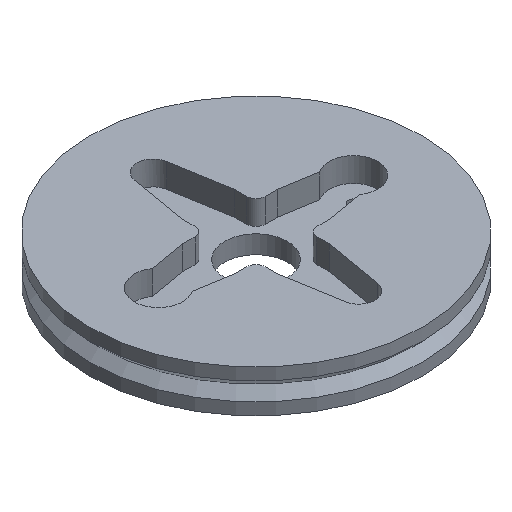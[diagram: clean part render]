
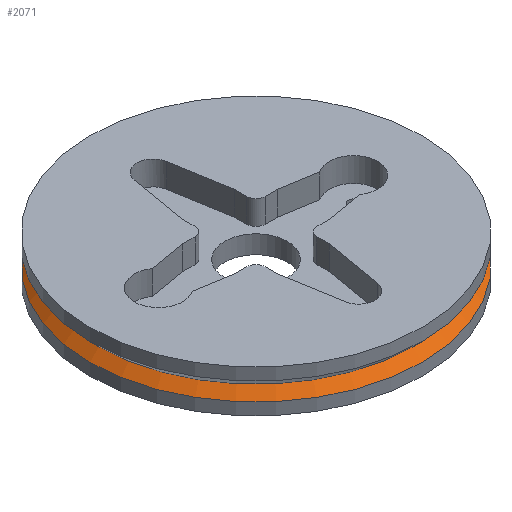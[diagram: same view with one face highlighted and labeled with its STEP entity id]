
A CAD part, isometric view. The second image highlights one B-rep face of the part: STEP entity #2071.
In plain terms, the highlighted conical face has half-angle 45 degrees and reference radius 26 mm.
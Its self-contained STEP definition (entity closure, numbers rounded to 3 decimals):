
#755 = CONICAL_SURFACE('',#756,27.5,0.785);
#756 = AXIS2_PLACEMENT_3D('',#757,#758,#759);
#757 = CARTESIAN_POINT('',(0.,0.,1.5));
#758 = DIRECTION('',(0.,0.,1.));
#759 = DIRECTION('',(1.,0.,0.));
#2022 = VERTEX_POINT('',#2023);
#2023 = CARTESIAN_POINT('',(26.,0.,0.));
#2044 = EDGE_CURVE('',#2022,#2022,#2045,.T.);
#2045 = SURFACE_CURVE('',#2046,(#2051,#2058),.PCURVE_S1.);
#2046 = CIRCLE('',#2047,26.);
#2047 = AXIS2_PLACEMENT_3D('',#2048,#2049,#2050);
#2048 = CARTESIAN_POINT('',(0.,0.,0.));
#2049 = DIRECTION('',(0.,0.,-1.));
#2050 = DIRECTION('',(1.,0.,0.));
#2051 = PCURVE('',#755,#2052);
#2052 = DEFINITIONAL_REPRESENTATION('',(#2053),#2057);
#2053 = LINE('',#2054,#2055);
#2054 = CARTESIAN_POINT('',(-0.,-1.5));
#2055 = VECTOR('',#2056,1.);
#2056 = DIRECTION('',(-1.,-0.));
#2057 = ( GEOMETRIC_REPRESENTATION_CONTEXT(2) 
PARAMETRIC_REPRESENTATION_CONTEXT() REPRESENTATION_CONTEXT('2D SPACE',''
  ) );
#2058 = PCURVE('',#2059,#2064);
#2059 = CONICAL_SURFACE('',#2060,26.,0.785);
#2060 = AXIS2_PLACEMENT_3D('',#2061,#2062,#2063);
#2061 = CARTESIAN_POINT('',(0.,0.,0.));
#2062 = DIRECTION('',(0.,0.,-1.));
#2063 = DIRECTION('',(1.,0.,0.));
#2064 = DEFINITIONAL_REPRESENTATION('',(#2065),#2069);
#2065 = LINE('',#2066,#2067);
#2066 = CARTESIAN_POINT('',(0.,0.));
#2067 = VECTOR('',#2068,1.);
#2068 = DIRECTION('',(1.,0.));
#2069 = ( GEOMETRIC_REPRESENTATION_CONTEXT(2) 
PARAMETRIC_REPRESENTATION_CONTEXT() REPRESENTATION_CONTEXT('2D SPACE',''
  ) );
#2071 = ADVANCED_FACE('',(#2072),#2059,.T.);
#2072 = FACE_BOUND('',#2073,.T.);
#2073 = EDGE_LOOP('',(#2074,#2075,#2098,#2125));
#2074 = ORIENTED_EDGE('',*,*,#2044,.T.);
#2075 = ORIENTED_EDGE('',*,*,#2076,.T.);
#2076 = EDGE_CURVE('',#2022,#2077,#2079,.T.);
#2077 = VERTEX_POINT('',#2078);
#2078 = CARTESIAN_POINT('',(27.5,0.,-1.5));
#2079 = SEAM_CURVE('',#2080,(#2084,#2091),.PCURVE_S1.);
#2080 = LINE('',#2081,#2082);
#2081 = CARTESIAN_POINT('',(26.,0.,0.));
#2082 = VECTOR('',#2083,1.);
#2083 = DIRECTION('',(0.707,0.,-0.707
    ));
#2084 = PCURVE('',#2059,#2085);
#2085 = DEFINITIONAL_REPRESENTATION('',(#2086),#2090);
#2086 = LINE('',#2087,#2088);
#2087 = CARTESIAN_POINT('',(0.,0.));
#2088 = VECTOR('',#2089,1.);
#2089 = DIRECTION('',(0.,1.));
#2090 = ( GEOMETRIC_REPRESENTATION_CONTEXT(2) 
PARAMETRIC_REPRESENTATION_CONTEXT() REPRESENTATION_CONTEXT('2D SPACE',''
  ) );
#2091 = PCURVE('',#2059,#2092);
#2092 = DEFINITIONAL_REPRESENTATION('',(#2093),#2097);
#2093 = LINE('',#2094,#2095);
#2094 = CARTESIAN_POINT('',(6.283,0.));
#2095 = VECTOR('',#2096,1.);
#2096 = DIRECTION('',(0.,1.));
#2097 = ( GEOMETRIC_REPRESENTATION_CONTEXT(2) 
PARAMETRIC_REPRESENTATION_CONTEXT() REPRESENTATION_CONTEXT('2D SPACE',''
  ) );
#2098 = ORIENTED_EDGE('',*,*,#2099,.F.);
#2099 = EDGE_CURVE('',#2077,#2077,#2100,.T.);
#2100 = SURFACE_CURVE('',#2101,(#2106,#2113),.PCURVE_S1.);
#2101 = CIRCLE('',#2102,27.5);
#2102 = AXIS2_PLACEMENT_3D('',#2103,#2104,#2105);
#2103 = CARTESIAN_POINT('',(0.,0.,-1.5));
#2104 = DIRECTION('',(0.,0.,-1.));
#2105 = DIRECTION('',(1.,0.,0.));
#2106 = PCURVE('',#2059,#2107);
#2107 = DEFINITIONAL_REPRESENTATION('',(#2108),#2112);
#2108 = LINE('',#2109,#2110);
#2109 = CARTESIAN_POINT('',(0.,1.5));
#2110 = VECTOR('',#2111,1.);
#2111 = DIRECTION('',(1.,0.));
#2112 = ( GEOMETRIC_REPRESENTATION_CONTEXT(2) 
PARAMETRIC_REPRESENTATION_CONTEXT() REPRESENTATION_CONTEXT('2D SPACE',''
  ) );
#2113 = PCURVE('',#2114,#2119);
#2114 = CYLINDRICAL_SURFACE('',#2115,27.5);
#2115 = AXIS2_PLACEMENT_3D('',#2116,#2117,#2118);
#2116 = CARTESIAN_POINT('',(0.,0.,-1.5));
#2117 = DIRECTION('',(0.,0.,-1.));
#2118 = DIRECTION('',(1.,0.,0.));
#2119 = DEFINITIONAL_REPRESENTATION('',(#2120),#2124);
#2120 = LINE('',#2121,#2122);
#2121 = CARTESIAN_POINT('',(0.,0.));
#2122 = VECTOR('',#2123,1.);
#2123 = DIRECTION('',(1.,0.));
#2124 = ( GEOMETRIC_REPRESENTATION_CONTEXT(2) 
PARAMETRIC_REPRESENTATION_CONTEXT() REPRESENTATION_CONTEXT('2D SPACE',''
  ) );
#2125 = ORIENTED_EDGE('',*,*,#2076,.F.);
